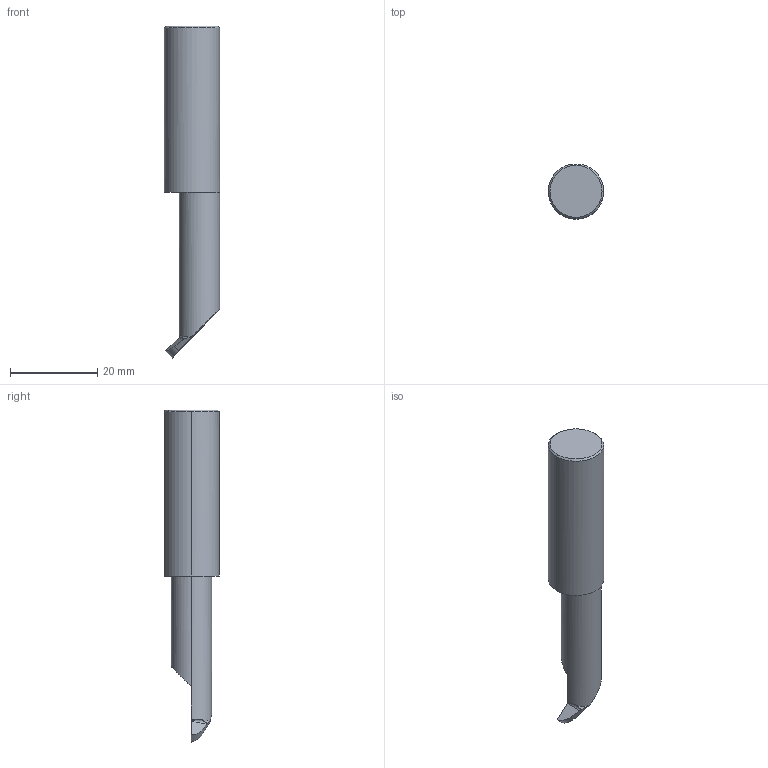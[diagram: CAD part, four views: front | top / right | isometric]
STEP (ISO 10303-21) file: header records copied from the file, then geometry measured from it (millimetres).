
FILE_DESCRIPTION (( 'STEP AP214' ), '1' );
FILE_NAME ('Micro_UC-50093-24X.STEP', '2021-09-08T13:30:20', ( '' ), ( '' ), 'SwSTEP 2.0', 'SolidWorks 2020', '' );
FILE_SCHEMA (( 'AUTOMOTIVE_DESIGN' ));
Length unit declared in the file: inch
Products named in the file (1): Micro_UC-50093-24X
Bounding box: 12.7 x 12.45 x 76.2 mm (x, y, z)
Volume: 6672.1 mm3; surface area: 2660.6 mm2
Topology: 1 solids, 1 shells, 19 faces, 45 edges, 28 vertices
Faces by surface type: plane 9, cylinder 6, cone 4
Entity records: 599 total; most frequent: CARTESIAN_POINT 139, ORIENTED_EDGE 90, DIRECTION 85, EDGE_CURVE 45, AXIS2_PLACEMENT_3D 32, VERTEX_POINT 28, LINE 21, VECTOR 21
